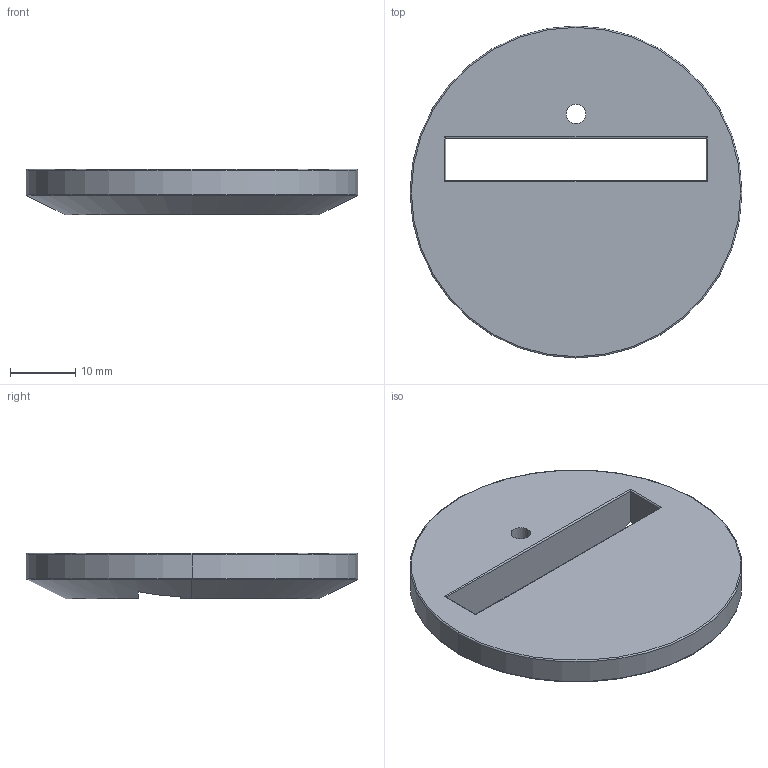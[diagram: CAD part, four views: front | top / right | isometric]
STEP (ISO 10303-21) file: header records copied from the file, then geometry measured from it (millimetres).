
FILE_DESCRIPTION (( 'STEP AP214' ), '1' );
FILE_NAME ('seat-center.STEP', '2025-10-07T14:01:25', ( '' ), ( '' ), 'SwSTEP 2.0', 'SolidWorks 2023', '' );
FILE_SCHEMA (( 'AUTOMOTIVE_DESIGN' ));
Length unit declared in the file: millimetre
Products named in the file (1): seat-center
Bounding box: 51 x 51 x 7 mm (x, y, z)
Volume: 10857.5 mm3; surface area: 5080.2 mm2
Topology: 1 solids, 1 shells, 45 faces, 108 edges, 63 vertices
Faces by surface type: cylinder 21, plane 12, torus 6, cone 2, sphere 2, bspline 2
Entity records: 1358 total; most frequent: CARTESIAN_POINT 319, DIRECTION 221, ORIENTED_EDGE 210, EDGE_CURVE 105, AXIS2_PLACEMENT_3D 88, VERTEX_POINT 62, EDGE_LOOP 49, FACE_OUTER_BOUND 45
